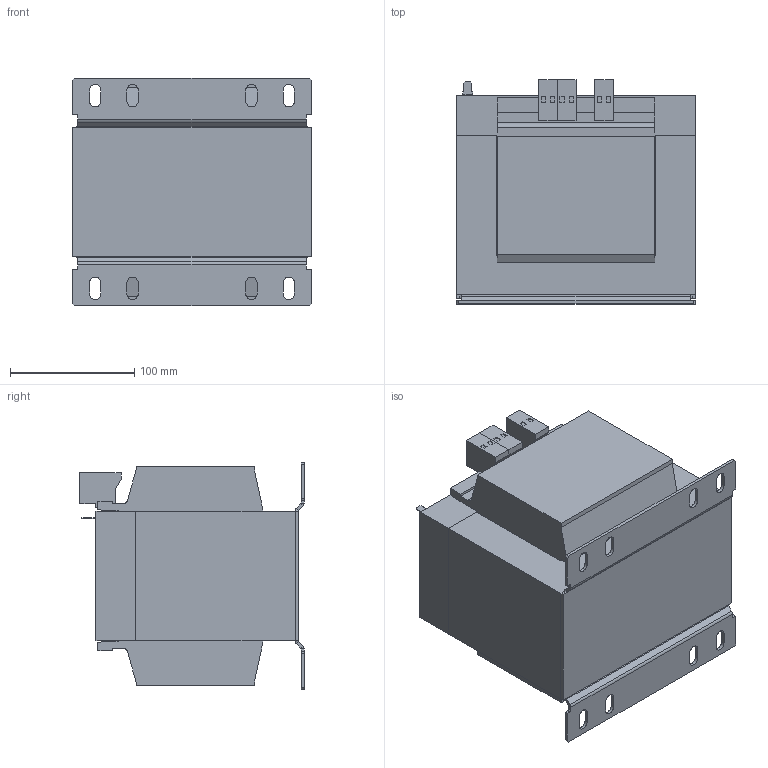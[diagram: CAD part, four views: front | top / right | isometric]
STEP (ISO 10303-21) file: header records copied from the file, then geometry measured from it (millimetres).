
FILE_DESCRIPTION (( 'STEP AP214' ), '1' );
FILE_NAME ('180219.STEP', '2020-05-29T03:49:53', ( '' ), ( '' ), 'SwSTEP 2.0', 'SolidWorks 2018', '' );
FILE_SCHEMA (( 'AUTOMOTIVE_DESIGN' ));
Length unit declared in the file: millimetre
Products named in the file (1): 180219
Bounding box: 192 x 180.3 x 183 mm (x, y, z)
Volume: 4265683.3 mm3; surface area: 289317.8 mm2
Topology: 1 solids, 1 shells, 310 faces, 829 edges, 533 vertices
Faces by surface type: plane 220, cylinder 86, bspline 4
Entity records: 9851 total; most frequent: CARTESIAN_POINT 1925, ORIENTED_EDGE 1658, DIRECTION 1607, EDGE_CURVE 829, VECTOR 649, LINE 649, VERTEX_POINT 533, AXIS2_PLACEMENT_3D 479
